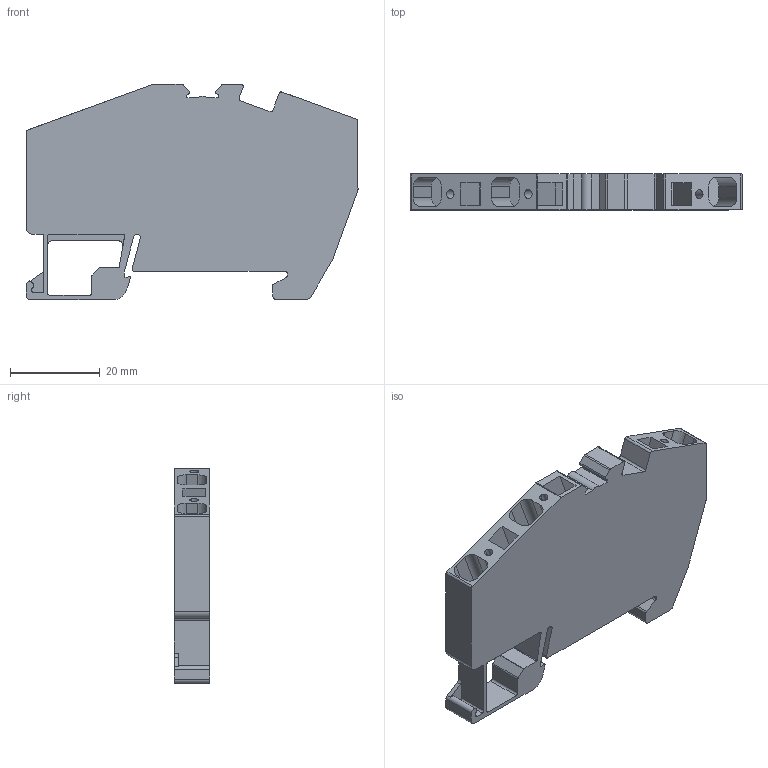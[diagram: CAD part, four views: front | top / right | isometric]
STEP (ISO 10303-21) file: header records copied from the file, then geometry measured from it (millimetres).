
FILE_DESCRIPTION( ( 'Unknown' ), '1' );
FILE_NAME( 'AGT6-3.stp', 'Unknown', ( 'Unknown' ), ( 'Unknown' ), 'PSStep 14.0', 'Unknown', ' ' );
FILE_SCHEMA( ( 'AUTOMOTIVE_DESIGN { 1 0 10303 214 1 1 1 1 }' ) );
Length unit declared in the file: millimetre
Products named in the file (1): 1
Bounding box: 74 x 8 x 48 mm (x, y, z)
Volume: 19139.8 mm3; surface area: 9834 mm2
Topology: 1 solids, 1 shells, 146 faces, 408 edges, 272 vertices
Faces by surface type: plane 82, cylinder 46, extrusion 18
Entity records: 5965 total; most frequent: DIRECTION 851, CARTESIAN_POINT 827, ORIENTED_EDGE 816, EDGE_CURVE 408, VECTOR 295, AXIS2_PLACEMENT_3D 278, LINE 277, VERTEX_POINT 272
